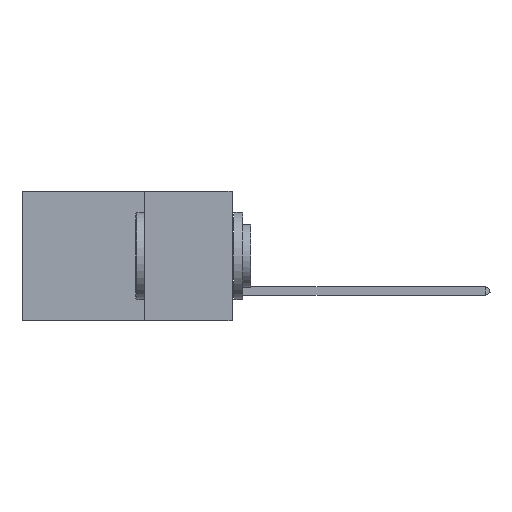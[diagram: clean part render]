
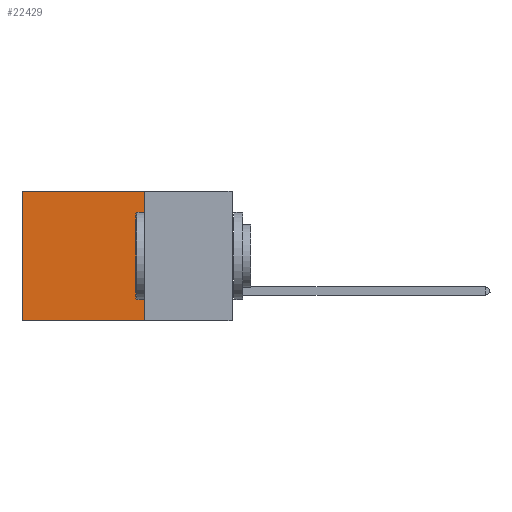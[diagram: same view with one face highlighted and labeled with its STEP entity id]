
A CAD part, left-side view. The second image highlights one B-rep face of the part: STEP entity #22429.
In plain terms, the highlighted planar face has unit normal (-1, 0, 0).
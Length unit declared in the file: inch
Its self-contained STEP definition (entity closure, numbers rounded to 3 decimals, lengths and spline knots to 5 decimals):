
#915 = CARTESIAN_POINT ( 'NONE',  ( 0.2875, 0.6, 0. ) ) ;
#1170 = DIRECTION ( 'NONE',  ( 0., 0., -1. ) ) ;
#1412 = DIRECTION ( 'NONE',  ( 0., 1., 0. ) ) ;
#1430 = EDGE_CURVE ( 'NONE', #13597, #23116, #12565, .T. ) ;
#1478 = EDGE_LOOP ( 'NONE', ( #4038, #26610, #15663, #19964 ) ) ;
#3249 = DIRECTION ( 'NONE',  ( 0., 0., -1. ) ) ;
#4038 = ORIENTED_EDGE ( 'NONE', *, *, #1430, .T. ) ;
#4303 = VECTOR ( 'NONE', #1170, 39.37008 ) ;
#5667 = LINE ( 'NONE', #34676, #35322 ) ;
#7859 = VERTEX_POINT ( 'NONE', #21922 ) ;
#8241 = EDGE_CURVE ( 'NONE', #30409, #13597, #5667, .T. ) ;
#10687 = EDGE_CURVE ( 'NONE', #7859, #23116, #22121, .T. ) ;
#11472 = CARTESIAN_POINT ( 'NONE',  ( 0.2875, 0.25, 0. ) ) ;
#12463 = DIRECTION ( 'NONE',  ( 0., 0., -1. ) ) ;
#12565 = LINE ( 'NONE', #915, #4303 ) ;
#13597 = VERTEX_POINT ( 'NONE', #16213 ) ;
#15604 = DIRECTION ( 'NONE',  ( 0., 1., 0. ) ) ;
#15663 = ORIENTED_EDGE ( 'NONE', *, *, #15994, .F. ) ;
#15994 = EDGE_CURVE ( 'NONE', #30409, #7859, #27869, .T. ) ;
#16213 = CARTESIAN_POINT ( 'NONE',  ( 0.2875, 0.6, 0. ) ) ;
#17397 = VECTOR ( 'NONE', #12463, 39.37008 ) ;
#19685 = FACE_OUTER_BOUND ( 'NONE', #1478, .T. ) ;
#19869 = DIRECTION ( 'NONE',  ( 1., 0., 0. ) ) ;
#19964 = ORIENTED_EDGE ( 'NONE', *, *, #8241, .T. ) ;
#20837 = CARTESIAN_POINT ( 'NONE',  ( 0.2875, 0.25, -0.37 ) ) ;
#21922 = CARTESIAN_POINT ( 'NONE',  ( 0.2875, 0.25, -0.37 ) ) ;
#22121 = LINE ( 'NONE', #20837, #29507 ) ;
#22429 = ADVANCED_FACE ( 'NONE', ( #19685 ), #24541, .F. ) ;
#22711 = AXIS2_PLACEMENT_3D ( 'NONE', #32781, #19869, #3249 ) ;
#23116 = VERTEX_POINT ( 'NONE', #29766 ) ;
#24541 = PLANE ( 'NONE',  #22711 ) ;
#26610 = ORIENTED_EDGE ( 'NONE', *, *, #10687, .F. ) ;
#27869 = LINE ( 'NONE', #33551, #17397 ) ;
#29507 = VECTOR ( 'NONE', #1412, 39.37008 ) ;
#29766 = CARTESIAN_POINT ( 'NONE',  ( 0.2875, 0.6, -0.37 ) ) ;
#30409 = VERTEX_POINT ( 'NONE', #11472 ) ;
#32781 = CARTESIAN_POINT ( 'NONE',  ( 0.2875, 0.25, 0. ) ) ;
#33551 = CARTESIAN_POINT ( 'NONE',  ( 0.2875, 0.25, 0. ) ) ;
#34676 = CARTESIAN_POINT ( 'NONE',  ( 0.2875, 0.25, 0. ) ) ;
#35322 = VECTOR ( 'NONE', #15604, 39.37008 ) ;
